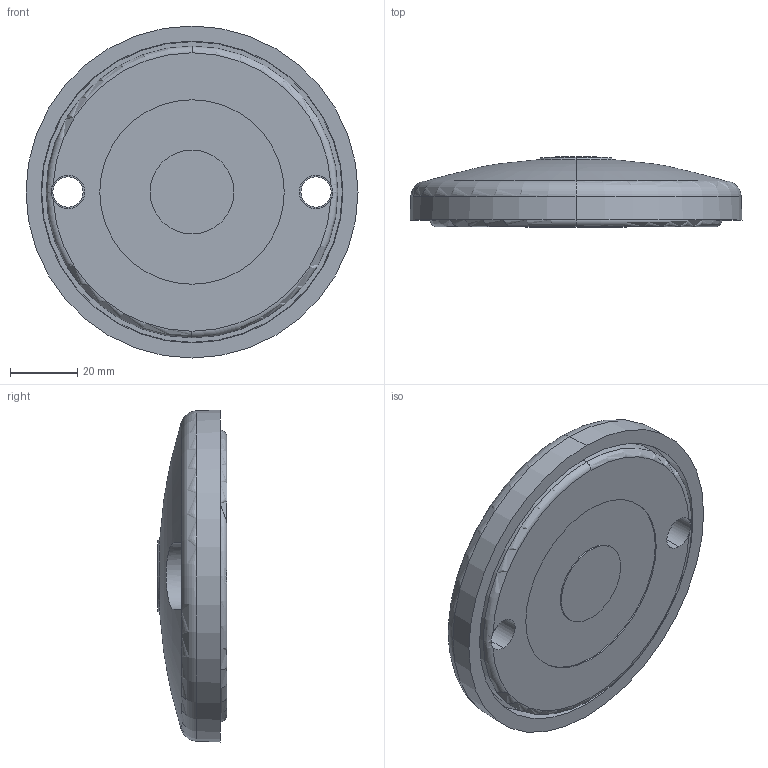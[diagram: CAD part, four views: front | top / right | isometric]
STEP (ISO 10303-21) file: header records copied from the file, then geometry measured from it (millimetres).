
FILE_DESCRIPTION (( 'STEP AP203' ), '1' );
FILE_NAME ('151258.step', '2021-06-03T16:43:18', ( '' ), ( '' ), 'SwSTEP 2.0', 'SolidWorks 2021', '' );
FILE_SCHEMA (( 'CONFIG_CONTROL_DESIGN' ));
Length unit declared in the file: millimetre
Products named in the file (1): 151258
Bounding box: 99 x 20.8 x 99 mm (x, y, z)
Volume: 113866.5 mm3; surface area: 35812.3 mm2
Topology: 3 solids, 3 shells, 90 faces, 214 edges, 134 vertices
Faces by surface type: cylinder 30, plane 18, torus 16, cone 14, bspline 10, sphere 2
Entity records: 2985 total; most frequent: CARTESIAN_POINT 791, DIRECTION 465, ORIENTED_EDGE 428, EDGE_CURVE 214, AXIS2_PLACEMENT_3D 203, VERTEX_POINT 134, CIRCLE 122, EDGE_LOOP 106
